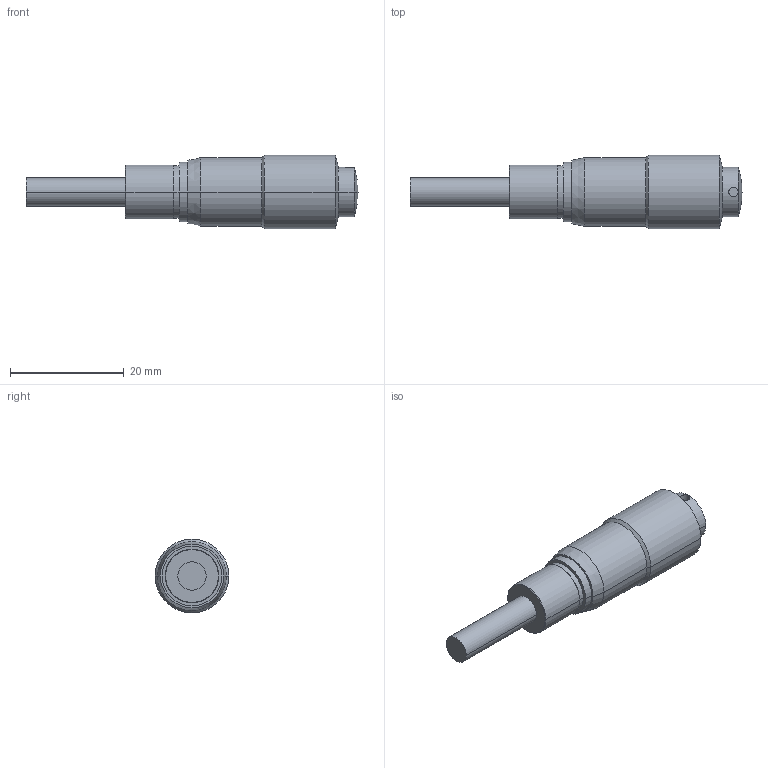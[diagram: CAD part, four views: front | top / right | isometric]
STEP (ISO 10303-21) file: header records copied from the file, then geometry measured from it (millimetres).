
FILE_DESCRIPTION(('Creo Elements/Direct Modeling STEP Export'),'2;1');
FILE_NAME('148-104_MHS1-13.stp','2014-11-17T15:05:49',(''),(''),'Creo Elements/Direct Modeling STEP processor for AP214 (Solid Model)','Creo Elements/Direct Modeling 18.1B 29-Sep-2012 (C) Parametric Technology GmbH','');
FILE_SCHEMA(('AUTOMOTIVE_DESIGN { 1 0 10303 214 1 1 1 1 }'));
Length unit declared in the file: millimetre
Products named in the file (2): 148-104_MHS1-13.prt; 148-104_MHS1-13.stp
Assembly tree (1 placements, depth 2):
  148-104_MHS1-13.stp
    148-104_MHS1-13.prt
Bounding box: 58.5 x 13 x 13 mm (x, y, z)
Volume: 4573.2 mm3; surface area: 1963.2 mm2
Topology: 1 solids, 1 shells, 32 faces, 66 edges, 38 vertices
Faces by surface type: cylinder 16, cone 8, plane 6, sphere 2
Entity records: 865 total; most frequent: CARTESIAN_POINT 159, DIRECTION 136, ORIENTED_EDGE 128, EDGE_CURVE 64, AXIS2_PLACEMENT_3D 56, VERTEX_POINT 38, EDGE_LOOP 36, FACE_OUTER_BOUND 32
